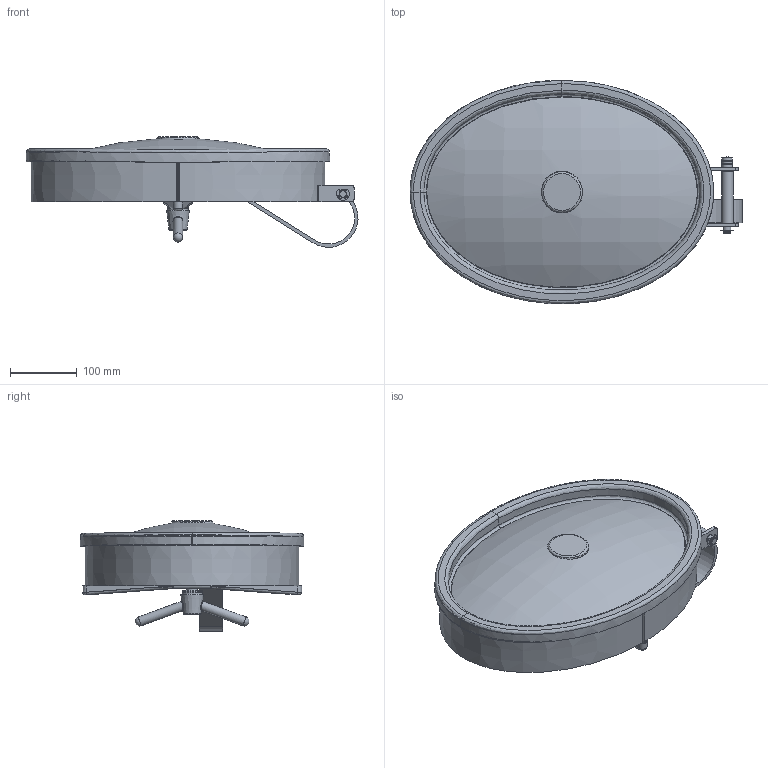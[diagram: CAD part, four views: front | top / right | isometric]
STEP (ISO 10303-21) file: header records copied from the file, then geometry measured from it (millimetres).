
FILE_DESCRIPTION(/* description */ ('Unknown'),/* implementation_level */ '2;1');
FILE_NAME(/* name */ 'FA04E3000 MOD 180 VI165 rev 02',/* time_stamp */ '2016-07-01T16:15:46+02:00',/* author */ ('Unknown'),/* organization */ ('Unknown'),/* preprocessor_version */ 'ST-DEVELOPER v16',/* originating_system */ 'DEX',/* authorisation */ $);
FILE_SCHEMA (('AUTOMOTIVE_DESIGN {1 0 10303 214 3 1 1}'));
Length unit declared in the file: millimetre
Products named in the file (25): FA04E3000 MOD 180 VI165 rev 02; 7TA0400 rev 01; 8AP01-4 rev 0; 81041 rev 0; 81076 rev 03; 7CA0402_03 rev 01; 8AS101 rev 02; 72011; 82050; 92008 rev 05; 97271 rev 01; 71031 rev 02; 8P123 rev 01; 97253 rev 02; 97291 rev 03; 9621 assieme; 93012 rev 03; 95421; 71080; 97053; 94036 rev 0; 94030 rev 01; 94030_2 rev 01; 94030_1; 97009
Assembly tree (24 placements, depth 4):
  FA04E3000 MOD 180 VI165 rev 02
    7TA0400 rev 01
      8AP01-4 rev 0
      81041 rev 0
      81076 rev 03
    7CA0402_03 rev 01
      8AS101 rev 02
      72011
        82050
        92008 rev 05
        97271 rev 01
    71031 rev 02
      8P123 rev 01
      97253 rev 02
      97291 rev 03
    9621 assieme
    93012 rev 03
    95421
    71080
    97053
    94036 rev 0
      94030 rev 01
        94030_2 rev 01
        94030_1
      97009
Bounding box: 497.13 x 334.65 x 165.67 mm (x, y, z)
Volume: 1280457.7 mm3; surface area: 4011486675.7 mm2
Topology: 18 solids, 18 shells, 324 faces, 758 edges, 469 vertices
Faces by surface type: plane 135, cylinder 82, bspline 69, cone 22, torus 11, sphere 5
Full cylindrical faces by diameter (mm): 8 x1, 8.1 x1, 8.2 x1, 10 x1, 10.8 x1, 11.5 x2, 12 x1, 12.5 x2, 13.2 x1, 13.835 x1, 14 x2, 16 x6, 16.5 x2, 17 x1, 17.2 x1, 20 x2, 30 x2, 53 x1, 55.5 x1
Entity records: 28912 total; most frequent: CARTESIAN_POINT 21568, DIRECTION 1351, ORIENTED_EDGE 1310, EDGE_CURVE 655, AXIS2_PLACEMENT_3D 519, VERTEX_POINT 438, FACE_BOUND 417, EDGE_LOOP 416
